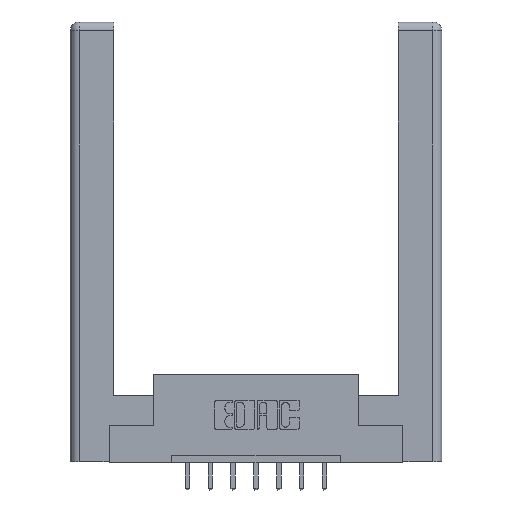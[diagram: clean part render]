
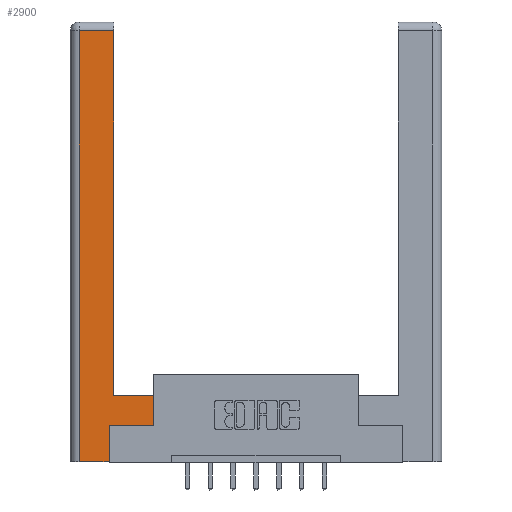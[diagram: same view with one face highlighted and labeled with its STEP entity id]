
A CAD part, top view. The second image highlights one B-rep face of the part: STEP entity #2900.
In plain terms, the highlighted planar face has unit normal (0, 0, 1).
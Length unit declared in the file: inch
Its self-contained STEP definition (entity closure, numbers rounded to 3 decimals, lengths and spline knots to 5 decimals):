
#109 = EDGE_CURVE ( 'NONE', #9590, #6484, #2084, .T. ) ;
#414 = DIRECTION ( 'NONE',  ( 1., 0., 0. ) ) ;
#615 = CARTESIAN_POINT ( 'NONE',  ( 0.565, 0.45, 0. ) ) ;
#746 = CARTESIAN_POINT ( 'NONE',  ( 0.0615, 2.94, 0. ) ) ;
#788 = ORIENTED_EDGE ( 'NONE', *, *, #8504, .T. ) ;
#857 = DIRECTION ( 'NONE',  ( 1., 0., 0. ) ) ;
#881 = CARTESIAN_POINT ( 'NONE',  ( 0.295, 0.45, 0. ) ) ;
#895 = DIRECTION ( 'NONE',  ( -1., 0., 0. ) ) ;
#1028 = CARTESIAN_POINT ( 'NONE',  ( 0.565, 0.245, 0. ) ) ;
#1116 = LINE ( 'NONE', #2103, #9142 ) ;
#1318 = DIRECTION ( 'NONE',  ( 0., 1., 0. ) ) ;
#1534 = VECTOR ( 'NONE', #1318, 39.37008 ) ;
#1737 = EDGE_CURVE ( 'NONE', #2746, #2104, #11566, .T. ) ;
#2084 = LINE ( 'NONE', #9385, #4351 ) ;
#2103 = CARTESIAN_POINT ( 'NONE',  ( 0.265, 0.245, 0. ) ) ;
#2104 = VERTEX_POINT ( 'NONE', #881 ) ;
#2226 = EDGE_CURVE ( 'NONE', #6484, #9256, #11095, .T. ) ;
#2230 = ORIENTED_EDGE ( 'NONE', *, *, #2697, .T. ) ;
#2315 = VECTOR ( 'NONE', #7488, 39.37008 ) ;
#2697 = EDGE_CURVE ( 'NONE', #9256, #8925, #1116, .T. ) ;
#2746 = VERTEX_POINT ( 'NONE', #11594 ) ;
#2900 = ADVANCED_FACE ( 'NONE', ( #3237 ), #7897, .F. ) ;
#2973 = CARTESIAN_POINT ( 'NONE',  ( 0.295, 2.94, 0. ) ) ;
#3068 = CARTESIAN_POINT ( 'NONE',  ( 0., 0., 0. ) ) ;
#3210 = LINE ( 'NONE', #746, #11971 ) ;
#3237 = FACE_OUTER_BOUND ( 'NONE', #6343, .T. ) ;
#3296 = EDGE_CURVE ( 'NONE', #5582, #9590, #3210, .T. ) ;
#3507 = CARTESIAN_POINT ( 'NONE',  ( 0.0615, 0., 0. ) ) ;
#3831 = AXIS2_PLACEMENT_3D ( 'NONE', #3068, #5303, #9244 ) ;
#3877 = CARTESIAN_POINT ( 'NONE',  ( 0.295, 3., 0. ) ) ;
#4253 = CARTESIAN_POINT ( 'NONE',  ( 0.265, 0., 0. ) ) ;
#4351 = VECTOR ( 'NONE', #12112, 39.37008 ) ;
#4801 = VECTOR ( 'NONE', #857, 39.37008 ) ;
#5303 = DIRECTION ( 'NONE',  ( 0., 0., -1. ) ) ;
#5327 = EDGE_CURVE ( 'NONE', #2104, #5582, #10756, .T. ) ;
#5582 = VERTEX_POINT ( 'NONE', #2973 ) ;
#5722 = LINE ( 'NONE', #1028, #4801 ) ;
#6102 = ORIENTED_EDGE ( 'NONE', *, *, #10223, .T. ) ;
#6343 = EDGE_LOOP ( 'NONE', ( #9978, #6954, #10739, #8374, #2230, #788, #6102, #7111 ) ) ;
#6484 = VERTEX_POINT ( 'NONE', #3507 ) ;
#6600 = CARTESIAN_POINT ( 'NONE',  ( 0.0615, 2.94, 0. ) ) ;
#6728 = CARTESIAN_POINT ( 'NONE',  ( 0.295, 0.45, 0. ) ) ;
#6765 = CARTESIAN_POINT ( 'NONE',  ( 0.265, 0.245, 0. ) ) ;
#6954 = ORIENTED_EDGE ( 'NONE', *, *, #3296, .T. ) ;
#7111 = ORIENTED_EDGE ( 'NONE', *, *, #1737, .T. ) ;
#7488 = DIRECTION ( 'NONE',  ( 0., 1., 0. ) ) ;
#7528 = DIRECTION ( 'NONE',  ( -1., 0., 0. ) ) ;
#7677 = CARTESIAN_POINT ( 'NONE',  ( 0.565, 0.245, 0. ) ) ;
#7897 = PLANE ( 'NONE',  #3831 ) ;
#7913 = CARTESIAN_POINT ( 'NONE',  ( 0.265, 0., 0. ) ) ;
#8230 = LINE ( 'NONE', #615, #2315 ) ;
#8246 = VECTOR ( 'NONE', #414, 39.37008 ) ;
#8374 = ORIENTED_EDGE ( 'NONE', *, *, #2226, .T. ) ;
#8504 = EDGE_CURVE ( 'NONE', #8925, #8510, #5722, .T. ) ;
#8510 = VERTEX_POINT ( 'NONE', #7677 ) ;
#8724 = VECTOR ( 'NONE', #895, 39.37008 ) ;
#8854 = DIRECTION ( 'NONE',  ( 0., 1., 0. ) ) ;
#8925 = VERTEX_POINT ( 'NONE', #6765 ) ;
#9142 = VECTOR ( 'NONE', #8854, 39.37008 ) ;
#9244 = DIRECTION ( 'NONE',  ( -1., 0., 0. ) ) ;
#9256 = VERTEX_POINT ( 'NONE', #7913 ) ;
#9385 = CARTESIAN_POINT ( 'NONE',  ( 0.0615, 0., 0. ) ) ;
#9590 = VERTEX_POINT ( 'NONE', #6600 ) ;
#9978 = ORIENTED_EDGE ( 'NONE', *, *, #5327, .T. ) ;
#10223 = EDGE_CURVE ( 'NONE', #8510, #2746, #8230, .T. ) ;
#10739 = ORIENTED_EDGE ( 'NONE', *, *, #109, .T. ) ;
#10756 = LINE ( 'NONE', #3877, #1534 ) ;
#11095 = LINE ( 'NONE', #4253, #8246 ) ;
#11566 = LINE ( 'NONE', #6728, #8724 ) ;
#11594 = CARTESIAN_POINT ( 'NONE',  ( 0.565, 0.45, 0. ) ) ;
#11971 = VECTOR ( 'NONE', #7528, 39.37008 ) ;
#12112 = DIRECTION ( 'NONE',  ( 0., -1., 0. ) ) ;
